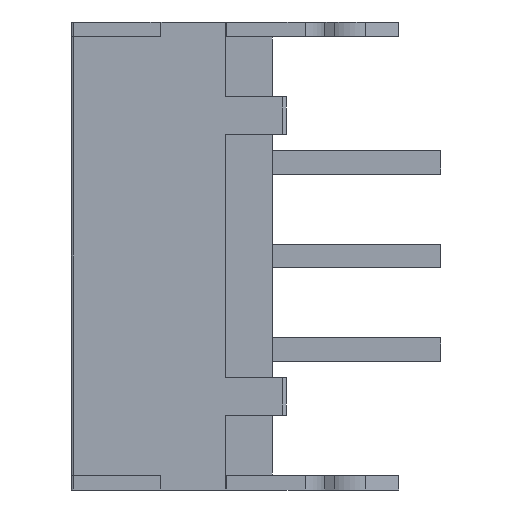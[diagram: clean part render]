
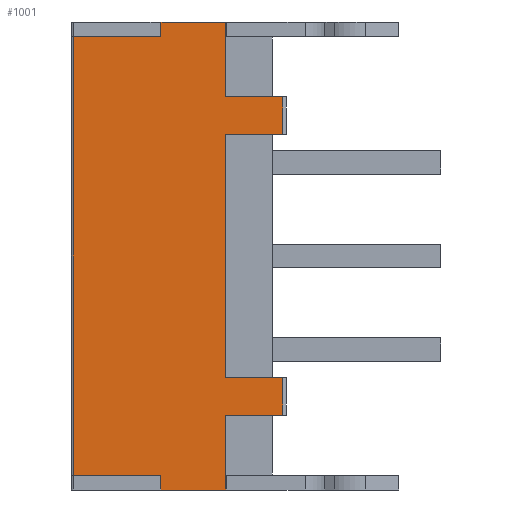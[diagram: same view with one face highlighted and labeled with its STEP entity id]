
A CAD part, left-side view. The second image highlights one B-rep face of the part: STEP entity #1001.
In plain terms, the highlighted planar face has unit normal (-1, 0, 0).
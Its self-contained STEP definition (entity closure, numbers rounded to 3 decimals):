
#805=CARTESIAN_POINT('',(-1.9,-1.02,-3.4));
#806=VERTEX_POINT('',#805);
#824=CARTESIAN_POINT('',(-1.9,-1.02,-2.6));
#825=VERTEX_POINT('',#824);
#833=CARTESIAN_POINT('',(-1.9,-1.02,-2.6));
#834=DIRECTION('',(0.0,0.0,-1.0));
#835=VECTOR('',#834,0.8);
#836=LINE('',#833,#835);
#837=EDGE_CURVE('',#825,#806,#836,.T.);
#848=CARTESIAN_POINT('',(-1.9,0.2,-3.4));
#849=VERTEX_POINT('',#848);
#850=CARTESIAN_POINT('',(-1.9,0.2,-3.4));
#851=DIRECTION('',(0.0,-1.0,0.0));
#852=VECTOR('',#851,1.22);
#853=LINE('',#850,#852);
#854=EDGE_CURVE('',#849,#806,#853,.T.);
#882=CARTESIAN_POINT('',(-1.9,3.5,0.0));
#883=DIRECTION('',(-1.0,0.0,0.0));
#884=DIRECTION('',(0.0,0.0,1.0));
#885=AXIS2_PLACEMENT_3D('',#882,#883,#884);
#886=PLANE('',#885);
#887=ORIENTED_EDGE('',*,*,#837,.F.);
#888=CARTESIAN_POINT('',(-1.9,0.2,-2.6));
#889=VERTEX_POINT('',#888);
#890=CARTESIAN_POINT('',(-1.9,-1.02,-2.6));
#891=DIRECTION('',(0.0,1.0,0.0));
#892=VECTOR('',#891,1.22);
#893=LINE('',#890,#892);
#894=EDGE_CURVE('',#825,#889,#893,.T.);
#895=ORIENTED_EDGE('',*,*,#894,.T.);
#896=CARTESIAN_POINT('',(-1.9,0.2,2.6));
#897=VERTEX_POINT('',#896);
#898=CARTESIAN_POINT('',(-1.9,0.2,-2.6));
#899=DIRECTION('',(0.0,0.0,1.0));
#900=VECTOR('',#899,5.2);
#901=LINE('',#898,#900);
#902=EDGE_CURVE('',#889,#897,#901,.T.);
#903=ORIENTED_EDGE('',*,*,#902,.T.);
#904=CARTESIAN_POINT('',(-1.9,-1.02,2.6));
#905=VERTEX_POINT('',#904);
#906=CARTESIAN_POINT('',(-1.9,0.2,2.6));
#907=DIRECTION('',(0.0,-1.0,0.0));
#908=VECTOR('',#907,1.22);
#909=LINE('',#906,#908);
#910=EDGE_CURVE('',#897,#905,#909,.T.);
#911=ORIENTED_EDGE('',*,*,#910,.T.);
#912=CARTESIAN_POINT('',(-1.9,-1.02,3.4));
#913=VERTEX_POINT('',#912);
#914=CARTESIAN_POINT('',(-1.9,-1.02,3.4));
#915=DIRECTION('',(0.0,0.0,-1.0));
#916=VECTOR('',#915,0.8);
#917=LINE('',#914,#916);
#918=EDGE_CURVE('',#913,#905,#917,.T.);
#919=ORIENTED_EDGE('',*,*,#918,.F.);
#920=CARTESIAN_POINT('',(-1.9,0.2,3.4));
#921=VERTEX_POINT('',#920);
#922=CARTESIAN_POINT('',(-1.9,-1.02,3.4));
#923=DIRECTION('',(0.0,1.0,0.0));
#924=VECTOR('',#923,1.22);
#925=LINE('',#922,#924);
#926=EDGE_CURVE('',#913,#921,#925,.T.);
#927=ORIENTED_EDGE('',*,*,#926,.T.);
#928=CARTESIAN_POINT('',(-1.9,0.2,5.0));
#929=VERTEX_POINT('',#928);
#930=CARTESIAN_POINT('',(-1.9,0.2,3.4));
#931=DIRECTION('',(0.0,0.0,1.0));
#932=VECTOR('',#931,1.6);
#933=LINE('',#930,#932);
#934=EDGE_CURVE('',#921,#929,#933,.T.);
#935=ORIENTED_EDGE('',*,*,#934,.T.);
#936=CARTESIAN_POINT('',(-1.9,1.58,5.0));
#937=VERTEX_POINT('',#936);
#938=CARTESIAN_POINT('',(-1.9,0.2,5.0));
#939=DIRECTION('',(0.0,1.0,0.0));
#940=VECTOR('',#939,1.38);
#941=LINE('',#938,#940);
#942=EDGE_CURVE('',#929,#937,#941,.T.);
#943=ORIENTED_EDGE('',*,*,#942,.T.);
#944=CARTESIAN_POINT('',(-1.9,1.58,4.68));
#945=VERTEX_POINT('',#944);
#946=CARTESIAN_POINT('',(-1.9,1.58,5.0));
#947=DIRECTION('',(0.0,0.0,-1.0));
#948=VECTOR('',#947,0.32);
#949=LINE('',#946,#948);
#950=EDGE_CURVE('',#937,#945,#949,.T.);
#951=ORIENTED_EDGE('',*,*,#950,.T.);
#952=CARTESIAN_POINT('',(-1.9,3.45,4.68));
#953=VERTEX_POINT('',#952);
#954=CARTESIAN_POINT('',(-1.9,1.58,4.68));
#955=DIRECTION('',(0.0,1.0,0.0));
#956=VECTOR('',#955,1.87);
#957=LINE('',#954,#956);
#958=EDGE_CURVE('',#945,#953,#957,.T.);
#959=ORIENTED_EDGE('',*,*,#958,.T.);
#960=CARTESIAN_POINT('',(-1.9,3.45,-4.68));
#961=VERTEX_POINT('',#960);
#962=CARTESIAN_POINT('',(-1.9,3.45,-4.68));
#963=DIRECTION('',(0.0,0.0,1.0));
#964=VECTOR('',#963,9.36);
#965=LINE('',#962,#964);
#966=EDGE_CURVE('',#961,#953,#965,.T.);
#967=ORIENTED_EDGE('',*,*,#966,.F.);
#968=CARTESIAN_POINT('',(-1.9,1.58,-4.68));
#969=VERTEX_POINT('',#968);
#970=CARTESIAN_POINT('',(-1.9,3.45,-4.68));
#971=DIRECTION('',(0.0,-1.0,0.0));
#972=VECTOR('',#971,1.87);
#973=LINE('',#970,#972);
#974=EDGE_CURVE('',#961,#969,#973,.T.);
#975=ORIENTED_EDGE('',*,*,#974,.T.);
#976=CARTESIAN_POINT('',(-1.9,1.58,-5.0));
#977=VERTEX_POINT('',#976);
#978=CARTESIAN_POINT('',(-1.9,1.58,-4.68));
#979=DIRECTION('',(0.0,0.0,-1.0));
#980=VECTOR('',#979,0.32);
#981=LINE('',#978,#980);
#982=EDGE_CURVE('',#969,#977,#981,.T.);
#983=ORIENTED_EDGE('',*,*,#982,.T.);
#984=CARTESIAN_POINT('',(-1.9,0.2,-5.));
#985=VERTEX_POINT('',#984);
#986=CARTESIAN_POINT('',(-1.9,1.58,-5.0));
#987=DIRECTION('',(0.0,-1.0,0.0));
#988=VECTOR('',#987,1.38);
#989=LINE('',#986,#988);
#990=EDGE_CURVE('',#977,#985,#989,.T.);
#991=ORIENTED_EDGE('',*,*,#990,.T.);
#992=CARTESIAN_POINT('',(-1.9,0.2,-5.));
#993=DIRECTION('',(0.0,0.0,1.0));
#994=VECTOR('',#993,1.6);
#995=LINE('',#992,#994);
#996=EDGE_CURVE('',#985,#849,#995,.T.);
#997=ORIENTED_EDGE('',*,*,#996,.T.);
#998=ORIENTED_EDGE('',*,*,#854,.T.);
#999=EDGE_LOOP('',(#887,#895,#903,#911,#919,#927,#935,#943,#951,#959,#967,#975,#983,#991,#997,#998));
#1000=FACE_OUTER_BOUND('',#999,.T.);
#1001=ADVANCED_FACE('',(#1000),#886,.T.);
